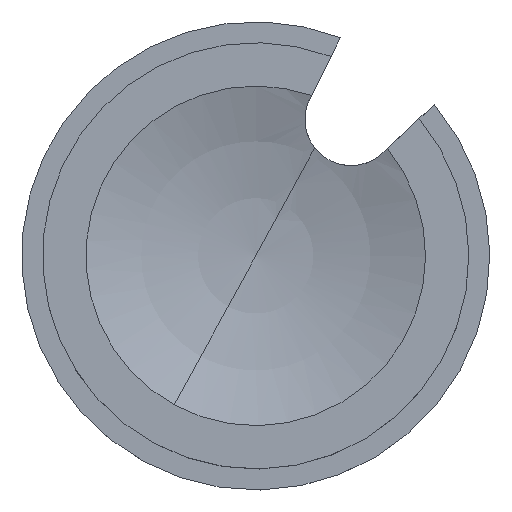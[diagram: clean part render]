
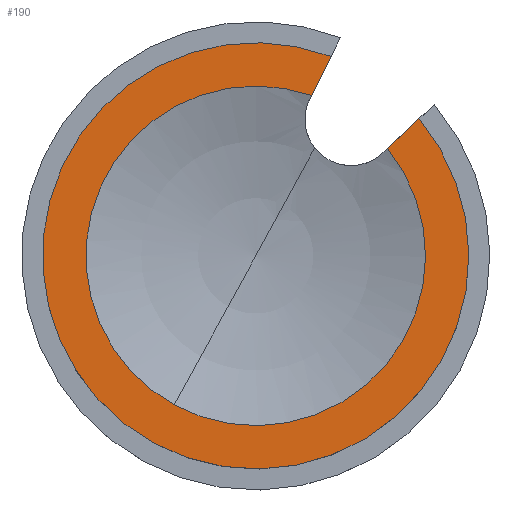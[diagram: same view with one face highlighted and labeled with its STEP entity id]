
A CAD part, top view. The second image highlights one B-rep face of the part: STEP entity #190.
In plain terms, the highlighted planar face has unit normal (0, 0, 1).
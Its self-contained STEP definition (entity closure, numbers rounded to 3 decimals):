
#135=CARTESIAN_POINT('Axis2P3D Location',(0.,21.971,4.763)) ;
#140=CARTESIAN_POINT('Line Origine',(15.199,12.593,4.763)) ;
#144=CARTESIAN_POINT('Vertex',(13.574,11.054,4.763)) ;
#146=CARTESIAN_POINT('Vertex',(16.824,14.131,4.763)) ;
#149=CARTESIAN_POINT('Axis2P3D Location',(0.,0.,4.763)) ;
#153=CARTESIAN_POINT('Vertex',(-8.393,-15.363,4.763)) ;
#156=CARTESIAN_POINT('Axis2P3D Location',(0.,0.,4.763)) ;
#160=CARTESIAN_POINT('Vertex',(5.751,16.534,4.763)) ;
#163=CARTESIAN_POINT('Line Origine',(6.756,18.544,4.763)) ;
#167=CARTESIAN_POINT('Vertex',(7.761,20.555,4.763)) ;
#170=CARTESIAN_POINT('Axis2P3D Location',(0.,0.,4.763)) ;
#174=CARTESIAN_POINT('Vertex',(-10.533,-19.281,4.763)) ;
#177=CARTESIAN_POINT('Axis2P3D Location',(0.,0.,4.763)) ;
#142=VECTOR('Line Direction',#141,1.) ;
#165=VECTOR('Line Direction',#164,1.) ;
#136=DIRECTION('Axis2P3D Direction',(0.,0.,-1.)) ;
#137=DIRECTION('Axis2P3D XDirection',(1.,0.,0.)) ;
#141=DIRECTION('Vector Direction',(-0.726,-0.688,0.)) ;
#150=DIRECTION('Axis2P3D Direction',(0.,0.,-1.)) ;
#157=DIRECTION('Axis2P3D Direction',(0.,0.,-1.)) ;
#164=DIRECTION('Vector Direction',(0.447,0.894,0.)) ;
#171=DIRECTION('Axis2P3D Direction',(0.,0.,-1.)) ;
#178=DIRECTION('Axis2P3D Direction',(0.,0.,-1.)) ;
#138=AXIS2_PLACEMENT_3D('Plane Axis2P3D',#135,#136,#137) ;
#151=AXIS2_PLACEMENT_3D('Circle Axis2P3D',#149,#150,$) ;
#158=AXIS2_PLACEMENT_3D('Circle Axis2P3D',#156,#157,$) ;
#172=AXIS2_PLACEMENT_3D('Circle Axis2P3D',#170,#171,$) ;
#179=AXIS2_PLACEMENT_3D('Circle Axis2P3D',#177,#178,$) ;
#143=LINE('Line',#140,#142) ;
#166=LINE('Line',#163,#165) ;
#152=CIRCLE('generated circle',#151,17.506) ;
#159=CIRCLE('generated circle',#158,17.506) ;
#173=CIRCLE('generated circle',#172,21.971) ;
#180=CIRCLE('generated circle',#179,21.971) ;
#139=PLANE('',#138) ;
#148=EDGE_CURVE('',#145,#147,#143,.F.) ;
#155=EDGE_CURVE('',#145,#154,#152,.T.) ;
#162=EDGE_CURVE('',#154,#161,#159,.T.) ;
#169=EDGE_CURVE('',#168,#161,#166,.F.) ;
#176=EDGE_CURVE('',#175,#168,#173,.T.) ;
#181=EDGE_CURVE('',#147,#175,#180,.T.) ;
#183=ORIENTED_EDGE('',*,*,#148,.F.) ;
#184=ORIENTED_EDGE('',*,*,#155,.T.) ;
#185=ORIENTED_EDGE('',*,*,#162,.T.) ;
#186=ORIENTED_EDGE('',*,*,#169,.F.) ;
#187=ORIENTED_EDGE('',*,*,#176,.F.) ;
#188=ORIENTED_EDGE('',*,*,#181,.F.) ;
#182=EDGE_LOOP('',(#183,#184,#185,#186,#187,#188)) ;
#145=VERTEX_POINT('',#144) ;
#147=VERTEX_POINT('',#146) ;
#154=VERTEX_POINT('',#153) ;
#161=VERTEX_POINT('',#160) ;
#168=VERTEX_POINT('',#167) ;
#175=VERTEX_POINT('',#174) ;
#190=ADVANCED_FACE('PartBody',(#189),#139,.F.) ;
#189=FACE_OUTER_BOUND('',#182,.T.) ;
